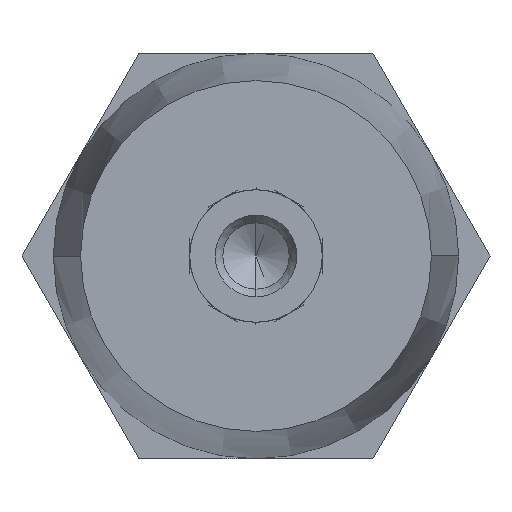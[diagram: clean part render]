
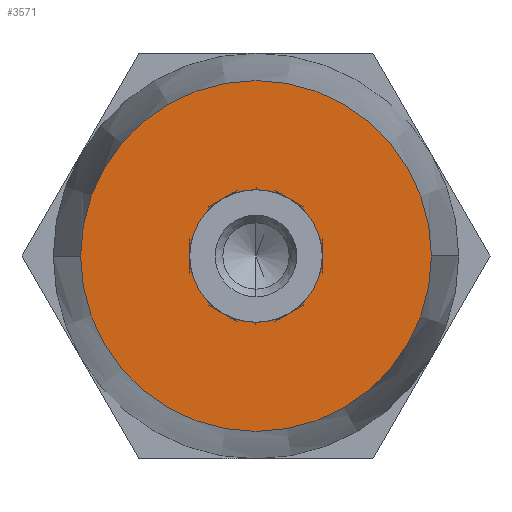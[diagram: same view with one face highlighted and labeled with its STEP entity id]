
A CAD part, front view. The second image highlights one B-rep face of the part: STEP entity #3571.
In plain terms, the highlighted planar face has unit normal (0, -1, 0).
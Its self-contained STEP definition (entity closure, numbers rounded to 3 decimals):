
#7 = CIRCLE ( 'NONE', #3348, 8.51 ) ;
#36 = DIRECTION ( 'NONE',  ( 0., -1., 0. ) ) ;
#170 = DIRECTION ( 'NONE',  ( 1., 0., 0. ) ) ;
#187 = VERTEX_POINT ( 'NONE', #2056 ) ;
#192 = ORIENTED_EDGE ( 'NONE', *, *, #471, .T. ) ;
#201 = VERTEX_POINT ( 'NONE', #2378 ) ;
#250 = CARTESIAN_POINT ( 'NONE',  ( 0., -37.5, 0. ) ) ;
#267 = VECTOR ( 'NONE', #3883, 1000. ) ;
#273 = ORIENTED_EDGE ( 'NONE', *, *, #3332, .T. ) ;
#285 = EDGE_CURVE ( 'NONE', #3763, #871, #319, .T. ) ;
#317 = EDGE_CURVE ( 'NONE', #187, #917, #1482, .T. ) ;
#319 = CIRCLE ( 'NONE', #1764, 8.51 ) ;
#324 = ORIENTED_EDGE ( 'NONE', *, *, #2448, .T. ) ;
#382 = DIRECTION ( 'NONE',  ( 0., 1., 0. ) ) ;
#399 = CARTESIAN_POINT ( 'NONE',  ( -3.893, -37.5, 7.567 ) ) ;
#411 = LINE ( 'NONE', #1342, #847 ) ;
#412 = AXIS2_PLACEMENT_3D ( 'NONE', #250, #3036, #1526 ) ;
#456 = CARTESIAN_POINT ( 'NONE',  ( 0., -37.5, 0. ) ) ;
#471 = EDGE_CURVE ( 'NONE', #726, #201, #411, .T. ) ;
#493 = EDGE_CURVE ( 'NONE', #201, #2014, #2691, .T. ) ;
#496 = FACE_OUTER_BOUND ( 'NONE', #2433, .T. ) ;
#526 = ORIENTED_EDGE ( 'NONE', *, *, #2230, .T. ) ;
#710 = AXIS2_PLACEMENT_3D ( 'NONE', #2931, #1386, #1659 ) ;
#726 = VERTEX_POINT ( 'NONE', #3481 ) ;
#738 = AXIS2_PLACEMENT_3D ( 'NONE', #456, #2663, #170 ) ;
#752 = CARTESIAN_POINT ( 'NONE',  ( 0., -37.5, 0. ) ) ;
#764 = VERTEX_POINT ( 'NONE', #3757 ) ;
#783 = VECTOR ( 'NONE', #2462, 1000. ) ;
#798 = VERTEX_POINT ( 'NONE', #2607 ) ;
#817 = VERTEX_POINT ( 'NONE', #399 ) ;
#819 = VERTEX_POINT ( 'NONE', #2868 ) ;
#847 = VECTOR ( 'NONE', #3788, 1000. ) ;
#871 = VERTEX_POINT ( 'NONE', #3531 ) ;
#876 = DIRECTION ( 'NONE',  ( 1., 0., 0. ) ) ;
#881 = DIRECTION ( 'NONE',  ( -0.866, 0., 0.5 ) ) ;
#904 = CARTESIAN_POINT ( 'NONE',  ( 0., -37.5, 0. ) ) ;
#917 = VERTEX_POINT ( 'NONE', #2332 ) ;
#934 = AXIS2_PLACEMENT_3D ( 'NONE', #2202, #1341, #2529 ) ;
#963 = ORIENTED_EDGE ( 'NONE', *, *, #1010, .T. ) ;
#997 = CARTESIAN_POINT ( 'NONE',  ( 8.5, -37.5, 0.412 ) ) ;
#1010 = EDGE_CURVE ( 'NONE', #2014, #2029, #2686, .T. ) ;
#1049 = ORIENTED_EDGE ( 'NONE', *, *, #1436, .T. ) ;
#1053 = DIRECTION ( 'NONE',  ( 1., 0., 0. ) ) ;
#1079 = CIRCLE ( 'NONE', #934, 22.5 ) ;
#1123 = VECTOR ( 'NONE', #881, 1000. ) ;
#1148 = ORIENTED_EDGE ( 'NONE', *, *, #3371, .T. ) ;
#1155 = DIRECTION ( 'NONE',  ( 1., 0., 0. ) ) ;
#1170 = AXIS2_PLACEMENT_3D ( 'NONE', #752, #382, #1053 ) ;
#1212 = ORIENTED_EDGE ( 'NONE', *, *, #317, .F. ) ;
#1250 = AXIS2_PLACEMENT_3D ( 'NONE', #1889, #36, #2208 ) ;
#1272 = PLANE ( 'NONE',  #1250 ) ;
#1274 = CARTESIAN_POINT ( 'NONE',  ( 8.5, -37.5, -0.412 ) ) ;
#1341 = DIRECTION ( 'NONE',  ( 0., 1., 0. ) ) ;
#1342 = CARTESIAN_POINT ( 'NONE',  ( -12.625, -37.5, 17.104 ) ) ;
#1357 = EDGE_CURVE ( 'NONE', #817, #819, #3613, .T. ) ;
#1386 = DIRECTION ( 'NONE',  ( 0., 1., 0. ) ) ;
#1411 = CARTESIAN_POINT ( 'NONE',  ( -4.607, -37.5, -7.155 ) ) ;
#1431 = CARTESIAN_POINT ( 'NONE',  ( -12.625, -37.5, -17.104 ) ) ;
#1436 = EDGE_CURVE ( 'NONE', #798, #817, #2010, .T. ) ;
#1473 = DIRECTION ( 'NONE',  ( 0., 0., -1. ) ) ;
#1482 = CIRCLE ( 'NONE', #3847, 22.5 ) ;
#1523 = ORIENTED_EDGE ( 'NONE', *, *, #3668, .T. ) ;
#1526 = DIRECTION ( 'NONE',  ( 1., 0., 0. ) ) ;
#1613 = CARTESIAN_POINT ( 'NONE',  ( 0., -37.5, 0. ) ) ;
#1659 = DIRECTION ( 'NONE',  ( 1., 0., 0. ) ) ;
#1697 = EDGE_LOOP ( 'NONE', ( #192, #2892, #963, #324, #273, #2900, #1148, #2662, #3117, #526, #1049, #2742, #1523 ) ) ;
#1750 = LINE ( 'NONE', #2738, #1123 ) ;
#1764 = AXIS2_PLACEMENT_3D ( 'NONE', #904, #2126, #876 ) ;
#1874 = DIRECTION ( 'NONE',  ( 0., 1., 0. ) ) ;
#1889 = CARTESIAN_POINT ( 'NONE',  ( -22.5, -37.5, 0. ) ) ;
#1909 = AXIS2_PLACEMENT_3D ( 'NONE', #1613, #1874, #2199 ) ;
#1996 = LINE ( 'NONE', #1431, #3012 ) ;
#2010 = LINE ( 'NONE', #3832, #267 ) ;
#2014 = VERTEX_POINT ( 'NONE', #997 ) ;
#2029 = VERTEX_POINT ( 'NONE', #1274 ) ;
#2056 = CARTESIAN_POINT ( 'NONE',  ( 22.5, -37.5, 0. ) ) ;
#2126 = DIRECTION ( 'NONE',  ( 0., 1., 0. ) ) ;
#2199 = DIRECTION ( 'NONE',  ( 1., 0., 0. ) ) ;
#2202 = CARTESIAN_POINT ( 'NONE',  ( 0., -37.5, 0. ) ) ;
#2208 = DIRECTION ( 'NONE',  ( 1., 0., 0. ) ) ;
#2230 = EDGE_CURVE ( 'NONE', #764, #798, #2920, .T. ) ;
#2332 = CARTESIAN_POINT ( 'NONE',  ( -22.5, -37.5, 0. ) ) ;
#2378 = CARTESIAN_POINT ( 'NONE',  ( 4.607, -37.5, 7.155 ) ) ;
#2433 = EDGE_LOOP ( 'NONE', ( #3289, #1212 ) ) ;
#2440 = FACE_BOUND ( 'NONE', #1697, .T. ) ;
#2448 = EDGE_CURVE ( 'NONE', #2029, #3579, #2684, .T. ) ;
#2462 = DIRECTION ( 'NONE',  ( 0., 0., 1. ) ) ;
#2518 = DIRECTION ( 'NONE',  ( -1., 0., 0. ) ) ;
#2529 = DIRECTION ( 'NONE',  ( -1., 0., 0. ) ) ;
#2561 = VERTEX_POINT ( 'NONE', #3952 ) ;
#2607 = CARTESIAN_POINT ( 'NONE',  ( -4.607, -37.5, 7.155 ) ) ;
#2651 = EDGE_CURVE ( 'NONE', #917, #187, #1079, .T. ) ;
#2662 = ORIENTED_EDGE ( 'NONE', *, *, #285, .T. ) ;
#2663 = DIRECTION ( 'NONE',  ( 0., 1., 0. ) ) ;
#2684 = CIRCLE ( 'NONE', #1909, 8.51 ) ;
#2686 = LINE ( 'NONE', #3264, #3572 ) ;
#2691 = CIRCLE ( 'NONE', #738, 8.51 ) ;
#2692 = DIRECTION ( 'NONE',  ( 0., 1., 0. ) ) ;
#2726 = CARTESIAN_POINT ( 'NONE',  ( -8.5, -37.5, 0. ) ) ;
#2738 = CARTESIAN_POINT ( 'NONE',  ( -21.125, -37.5, 2.382 ) ) ;
#2742 = ORIENTED_EDGE ( 'NONE', *, *, #1357, .T. ) ;
#2772 = CARTESIAN_POINT ( 'NONE',  ( 0., -37.5, 0. ) ) ;
#2842 = EDGE_CURVE ( 'NONE', #2561, #3903, #7, .T. ) ;
#2868 = CARTESIAN_POINT ( 'NONE',  ( 0., -37.5, 8.51 ) ) ;
#2892 = ORIENTED_EDGE ( 'NONE', *, *, #493, .T. ) ;
#2900 = ORIENTED_EDGE ( 'NONE', *, *, #2842, .T. ) ;
#2920 = CIRCLE ( 'NONE', #412, 8.51 ) ;
#2931 = CARTESIAN_POINT ( 'NONE',  ( 0., -37.5, 0. ) ) ;
#2996 = CARTESIAN_POINT ( 'NONE',  ( 0., -37.5, 0. ) ) ;
#3012 = VECTOR ( 'NONE', #3560, 1000. ) ;
#3036 = DIRECTION ( 'NONE',  ( 0., 1., 0. ) ) ;
#3075 = DIRECTION ( 'NONE',  ( 0., 1., 0. ) ) ;
#3117 = ORIENTED_EDGE ( 'NONE', *, *, #3376, .T. ) ;
#3264 = CARTESIAN_POINT ( 'NONE',  ( 8.5, -37.5, 0. ) ) ;
#3289 = ORIENTED_EDGE ( 'NONE', *, *, #2651, .F. ) ;
#3332 = EDGE_CURVE ( 'NONE', #3579, #2561, #1996, .T. ) ;
#3348 = AXIS2_PLACEMENT_3D ( 'NONE', #2996, #2692, #1155 ) ;
#3371 = EDGE_CURVE ( 'NONE', #3903, #3763, #1750, .T. ) ;
#3374 = CIRCLE ( 'NONE', #1170, 8.51 ) ;
#3376 = EDGE_CURVE ( 'NONE', #871, #764, #3686, .T. ) ;
#3481 = CARTESIAN_POINT ( 'NONE',  ( 3.893, -37.5, 7.567 ) ) ;
#3531 = CARTESIAN_POINT ( 'NONE',  ( -8.5, -37.5, -0.412 ) ) ;
#3560 = DIRECTION ( 'NONE',  ( -0.866, 0., -0.5 ) ) ;
#3571 = ADVANCED_FACE ( 'NONE', ( #496, #2440 ), #1272, .T. ) ;
#3572 = VECTOR ( 'NONE', #1473, 1000. ) ;
#3579 = VERTEX_POINT ( 'NONE', #3714 ) ;
#3613 = CIRCLE ( 'NONE', #710, 8.51 ) ;
#3668 = EDGE_CURVE ( 'NONE', #819, #726, #3374, .T. ) ;
#3686 = LINE ( 'NONE', #2726, #783 ) ;
#3714 = CARTESIAN_POINT ( 'NONE',  ( 4.607, -37.5, -7.155 ) ) ;
#3757 = CARTESIAN_POINT ( 'NONE',  ( -8.5, -37.5, 0.412 ) ) ;
#3763 = VERTEX_POINT ( 'NONE', #1411 ) ;
#3788 = DIRECTION ( 'NONE',  ( 0.866, 0., -0.5 ) ) ;
#3832 = CARTESIAN_POINT ( 'NONE',  ( -21.125, -37.5, -2.382 ) ) ;
#3847 = AXIS2_PLACEMENT_3D ( 'NONE', #2772, #3075, #2518 ) ;
#3883 = DIRECTION ( 'NONE',  ( 0.866, 0., 0.5 ) ) ;
#3903 = VERTEX_POINT ( 'NONE', #3937 ) ;
#3937 = CARTESIAN_POINT ( 'NONE',  ( -3.893, -37.5, -7.567 ) ) ;
#3952 = CARTESIAN_POINT ( 'NONE',  ( 3.893, -37.5, -7.567 ) ) ;
